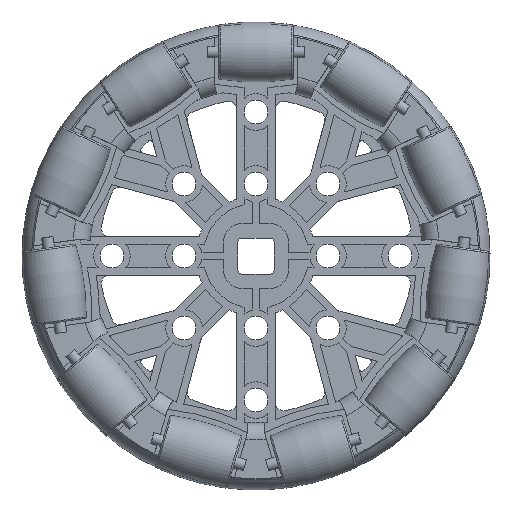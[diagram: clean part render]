
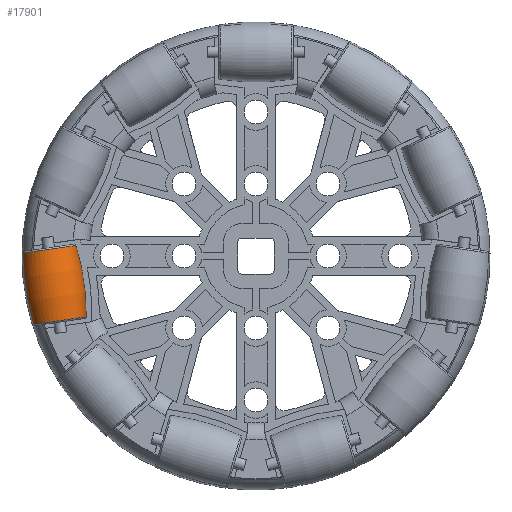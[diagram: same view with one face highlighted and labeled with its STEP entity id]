
A CAD part, front view. The second image highlights one B-rep face of the part: STEP entity #17901.
In plain terms, the highlighted toroidal (fillet/blend) face has major radius 35.975 mm and minor radius 41.275 mm.
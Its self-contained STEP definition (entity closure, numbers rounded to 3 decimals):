
#1228 = CARTESIAN_POINT ( 'NONE',  ( 0., 0., 0. ) ) ;
#1264 = CIRCLE ( 'NONE', #21717, 4.809 ) ;
#2036 = CIRCLE ( 'NONE', #19948, 41.275 ) ;
#4020 = CARTESIAN_POINT ( 'NONE',  ( 6.346, 0., 4.809 ) ) ;
#6476 = VERTEX_POINT ( 'NONE', #52270 ) ;
#6937 = CARTESIAN_POINT ( 'NONE',  ( -6.346, 0., -4.809 ) ) ;
#7348 = ORIENTED_EDGE ( 'NONE', *, *, #40990, .F. ) ;
#7867 = ORIENTED_EDGE ( 'NONE', *, *, #18696, .T. ) ;
#11896 = DIRECTION ( 'NONE',  ( 0., 0., 1. ) ) ;
#12329 = VERTEX_POINT ( 'NONE', #24844 ) ;
#12627 = ORIENTED_EDGE ( 'NONE', *, *, #14187, .T. ) ;
#14187 = EDGE_CURVE ( 'NONE', #37300, #6476, #1264, .T. ) ;
#15268 = AXIS2_PLACEMENT_3D ( 'NONE', #24162, #48502, #11896 ) ;
#17245 = DIRECTION ( 'NONE',  ( -1., 0., 0. ) ) ;
#17901 = ADVANCED_FACE ( 'NONE', ( #49861 ), #20331, .T. ) ;
#18198 = EDGE_CURVE ( 'NONE', #6476, #25590, #30654, .T. ) ;
#18696 = EDGE_CURVE ( 'NONE', #25590, #12329, #33141, .T. ) ;
#19099 = EDGE_LOOP ( 'NONE', ( #12627, #34416, #7867, #7348 ) ) ;
#19948 = AXIS2_PLACEMENT_3D ( 'NONE', #33823, #42610, #42875 ) ;
#20331 = TOROIDAL_SURFACE ( 'NONE', #24614, -35.975, 41.275 ) ;
#21717 = AXIS2_PLACEMENT_3D ( 'NONE', #27420, #31691, #47182 ) ;
#23709 = AXIS2_PLACEMENT_3D ( 'NONE', #31623, #47900, #27602 ) ;
#24162 = CARTESIAN_POINT ( 'NONE',  ( 0., 0., 35.975 ) ) ;
#24614 = AXIS2_PLACEMENT_3D ( 'NONE', #1228, #17245, #41585 ) ;
#24844 = CARTESIAN_POINT ( 'NONE',  ( -6.346, 0., 4.809 ) ) ;
#25590 = VERTEX_POINT ( 'NONE', #6937 ) ;
#27420 = CARTESIAN_POINT ( 'NONE',  ( 6.346, 0., 0. ) ) ;
#27602 = DIRECTION ( 'NONE',  ( 0., 0., -1. ) ) ;
#30654 = CIRCLE ( 'NONE', #15268, 41.275 ) ;
#31623 = CARTESIAN_POINT ( 'NONE',  ( -6.346, 0., 0. ) ) ;
#31691 = DIRECTION ( 'NONE',  ( -1., 0., 0. ) ) ;
#33141 = CIRCLE ( 'NONE', #23709, 4.809 ) ;
#33823 = CARTESIAN_POINT ( 'NONE',  ( 0., 0., -35.975 ) ) ;
#34416 = ORIENTED_EDGE ( 'NONE', *, *, #18198, .T. ) ;
#37300 = VERTEX_POINT ( 'NONE', #4020 ) ;
#40990 = EDGE_CURVE ( 'NONE', #37300, #12329, #2036, .T. ) ;
#41585 = DIRECTION ( 'NONE',  ( 0., 0., 1. ) ) ;
#42610 = DIRECTION ( 'NONE',  ( 0., -1., 0. ) ) ;
#42875 = DIRECTION ( 'NONE',  ( 0., 0., -1. ) ) ;
#47182 = DIRECTION ( 'NONE',  ( 0., 0., 1. ) ) ;
#47900 = DIRECTION ( 'NONE',  ( 1., 0., 0. ) ) ;
#48502 = DIRECTION ( 'NONE',  ( 0., 1., 0. ) ) ;
#49861 = FACE_OUTER_BOUND ( 'NONE', #19099, .T. ) ;
#52270 = CARTESIAN_POINT ( 'NONE',  ( 6.346, 0., -4.809 ) ) ;
